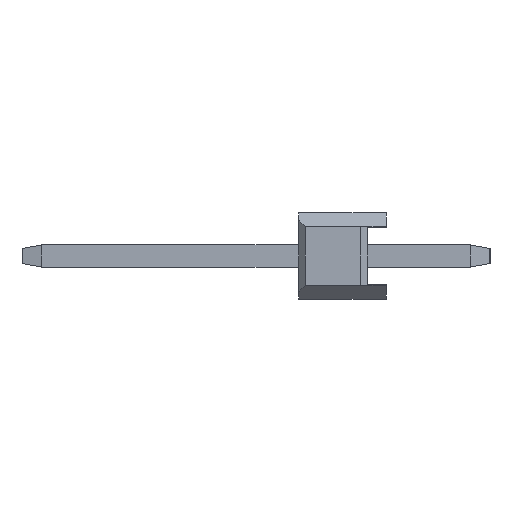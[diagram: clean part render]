
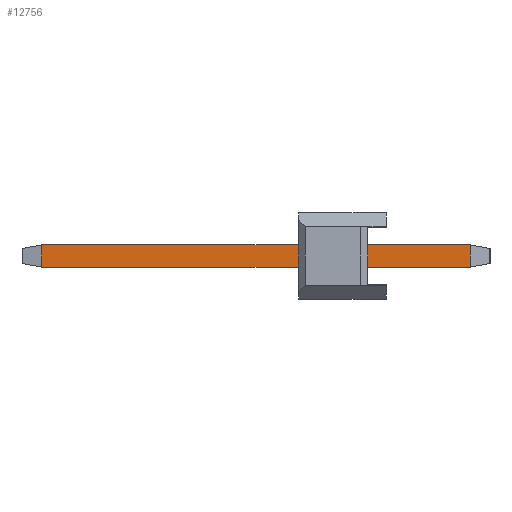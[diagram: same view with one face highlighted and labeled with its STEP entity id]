
A CAD part, left-side view. The second image highlights one B-rep face of the part: STEP entity #12756.
In plain terms, the highlighted planar face has unit normal (-1, 0, 0).
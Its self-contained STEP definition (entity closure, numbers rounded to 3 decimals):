
#964 = CARTESIAN_POINT ( 'NONE',  ( -0.32, -2.433, 0.32 ) ) ;
#995 = DIRECTION ( 'NONE',  ( 0., 0., -1. ) ) ;
#1134 = LINE ( 'NONE', #7200, #1535 ) ;
#1271 = VERTEX_POINT ( 'NONE', #9958 ) ;
#1427 = LINE ( 'NONE', #7498, #5544 ) ;
#1535 = VECTOR ( 'NONE', #13230, 1000. ) ;
#2010 = CARTESIAN_POINT ( 'NONE',  ( -0.32, 9.973, 0.32 ) ) ;
#2486 = PLANE ( 'NONE',  #9973 ) ;
#3041 = EDGE_CURVE ( 'NONE', #11095, #1271, #14540, .T. ) ;
#3739 = VERTEX_POINT ( 'NONE', #2010 ) ;
#4228 = ORIENTED_EDGE ( 'NONE', *, *, #3041, .T. ) ;
#4651 = EDGE_CURVE ( 'NONE', #3739, #1271, #1134, .T. ) ;
#4685 = ORIENTED_EDGE ( 'NONE', *, *, #10894, .T. ) ;
#5544 = VECTOR ( 'NONE', #13514, 1000. ) ;
#6271 = VECTOR ( 'NONE', #18667, 1000. ) ;
#6612 = LINE ( 'NONE', #12655, #6271 ) ;
#7030 = DIRECTION ( 'NONE',  ( 0., 0., 1. ) ) ;
#7200 = CARTESIAN_POINT ( 'NONE',  ( -0.32, 10.54, 0.32 ) ) ;
#7498 = CARTESIAN_POINT ( 'NONE',  ( -0.32, 9.973, -0.32 ) ) ;
#7503 = ORIENTED_EDGE ( 'NONE', *, *, #4651, .F. ) ;
#7656 = EDGE_CURVE ( 'NONE', #7823, #11095, #6612, .T. ) ;
#7823 = VERTEX_POINT ( 'NONE', #10287 ) ;
#8185 = CARTESIAN_POINT ( 'NONE',  ( -0.32, -2.433, -0.32 ) ) ;
#8575 = CARTESIAN_POINT ( 'NONE',  ( -0.32, 10.54, 0.32 ) ) ;
#8576 = EDGE_LOOP ( 'NONE', ( #14453, #4228, #7503, #4685 ) ) ;
#9958 = CARTESIAN_POINT ( 'NONE',  ( -0.32, -2.433, 0.32 ) ) ;
#9973 = AXIS2_PLACEMENT_3D ( 'NONE', #8575, #14577, #995 ) ;
#10287 = CARTESIAN_POINT ( 'NONE',  ( -0.32, 9.973, -0.32 ) ) ;
#10894 = EDGE_CURVE ( 'NONE', #3739, #7823, #1427, .T. ) ;
#11095 = VERTEX_POINT ( 'NONE', #8185 ) ;
#12655 = CARTESIAN_POINT ( 'NONE',  ( -0.32, 10.54, -0.32 ) ) ;
#12756 = ADVANCED_FACE ( 'NONE', ( #16052 ), #2486, .F. ) ;
#13230 = DIRECTION ( 'NONE',  ( 0., -1., 0. ) ) ;
#13514 = DIRECTION ( 'NONE',  ( 0., 0., -1. ) ) ;
#14453 = ORIENTED_EDGE ( 'NONE', *, *, #7656, .T. ) ;
#14540 = LINE ( 'NONE', #964, #16758 ) ;
#14577 = DIRECTION ( 'NONE',  ( 1., 0., 0. ) ) ;
#16052 = FACE_OUTER_BOUND ( 'NONE', #8576, .T. ) ;
#16758 = VECTOR ( 'NONE', #7030, 1000. ) ;
#18667 = DIRECTION ( 'NONE',  ( 0., -1., 0. ) ) ;
